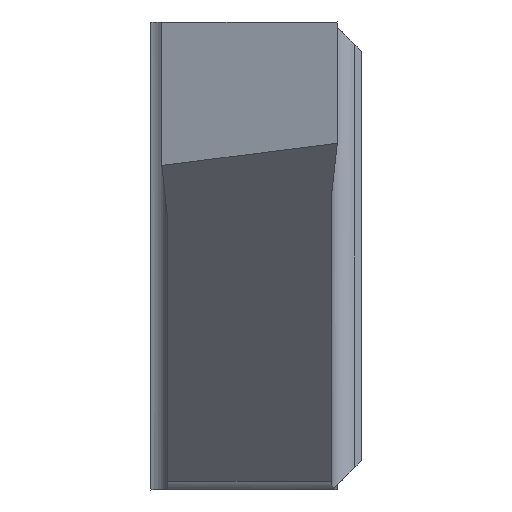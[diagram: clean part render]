
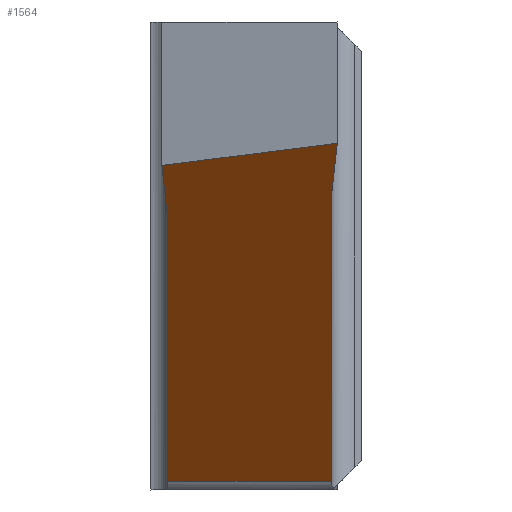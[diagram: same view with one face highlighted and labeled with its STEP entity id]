
A CAD part, front view. The second image highlights one B-rep face of the part: STEP entity #1564.
In plain terms, the highlighted planar face has unit normal (0, -0.427, -0.904).
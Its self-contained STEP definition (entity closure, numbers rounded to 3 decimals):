
#1321=CARTESIAN_POINT('',(0.29,2.712,-3.354));
#1322=VERTEX_POINT('',#1321);
#1333=CARTESIAN_POINT('',(0.29,12.223,-7.85));
#1334=DIRECTION('',(0.,-0.904,0.427));
#1335=VECTOR('',#1334,10.52);
#1336=LINE('',#1333,#1335);
#1337=CARTESIAN_POINT('',(0.29,12.223,-7.85));
#1338=VERTEX_POINT('',#1337);
#1339=EDGE_CURVE('',#1338,#1322,#1336,.T.);
#1420=CARTESIAN_POINT('',(0.29,12.223,-7.85));
#1421=DIRECTION('',(1.,0.,0.));
#1422=VECTOR('',#1421,2.8);
#1423=LINE('',#1420,#1422);
#1424=CARTESIAN_POINT('',(3.09,12.223,-7.85));
#1425=VERTEX_POINT('',#1424);
#1426=EDGE_CURVE('',#1338,#1425,#1423,.T.);
#1477=CARTESIAN_POINT('',(1.195,5.638,-4.737));
#1478=DIRECTION('',(0.,0.427,0.904));
#1479=DIRECTION('',(0.,-0.386,0.183));
#1480=AXIS2_PLACEMENT_3D('',#1477,#1478,#1479);
#1481=PLANE('',#1480);
#1482=ORIENTED_EDGE('Edge 982',*,*,#1339,.F.);
#1491=CARTESIAN_POINT('',(0.29,2.712,-3.354));
#1492=DIRECTION('',(-0.047,-0.903,0.427));
#1493=VECTOR('',#1492,2.113);
#1494=LINE('',#1491,#1493);
#1495=CARTESIAN_POINT('',(0.19,0.804,-2.452));
#1496=VERTEX_POINT('',#1495);
#1497=EDGE_CURVE('',#1322,#1496,#1494,.T.);
#1498=ORIENTED_EDGE('Edge 204',*,*,#1497,.F.);
#1507=CARTESIAN_POINT('',(0.19,0.804,-2.452));
#1508=DIRECTION('',(0.959,-0.257,0.121));
#1509=VECTOR('',#1508,3.129);
#1510=LINE('',#1507,#1509);
#1511=CARTESIAN_POINT('',(3.19,0.,-2.072));
#1512=VERTEX_POINT('',#1511);
#1513=EDGE_CURVE('',#1496,#1512,#1510,.T.);
#1514=ORIENTED_EDGE('Edge 209',*,*,#1513,.F.);
#1523=CARTESIAN_POINT('',(3.19,0.,-2.072));
#1524=DIRECTION('',(-0.047,0.903,-0.427));
#1525=VECTOR('',#1524,2.113);
#1526=LINE('',#1523,#1525);
#1527=CARTESIAN_POINT('',(3.09,1.908,-2.974));
#1528=VERTEX_POINT('',#1527);
#1529=EDGE_CURVE('',#1512,#1528,#1526,.T.);
#1530=ORIENTED_EDGE('Edge 214',*,*,#1529,.F.);
#1539=CARTESIAN_POINT('',(3.09,1.908,-2.974));
#1540=DIRECTION('',(0.,0.904,-0.427));
#1541=VECTOR('',#1540,11.409);
#1542=LINE('',#1539,#1541);
#1543=EDGE_CURVE('',#1528,#1425,#1542,.T.);
#1544=ORIENTED_EDGE('Edge 1026',*,*,#1543,.F.);
#1553=ORIENTED_EDGE('Edge 224',*,*,#1426,.T.);
#1562=EDGE_LOOP('',(#1553,#1544,#1530,#1514,#1498,#1482));
#1563=FACE_OUTER_BOUND('Loop 225',#1562,.T.);
#1564=ADVANCED_FACE('Face 226',(#1563),#1481,.F.);
